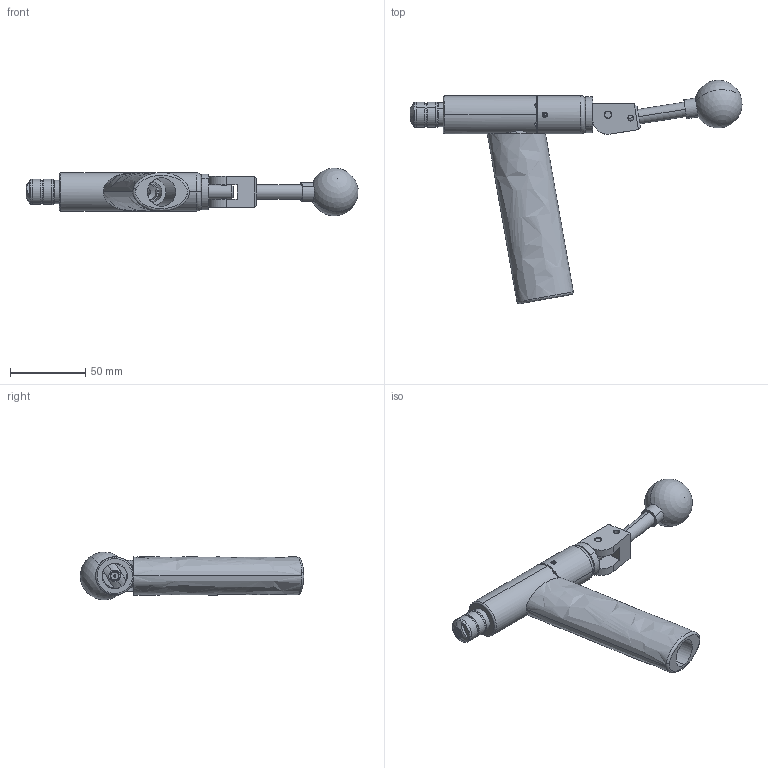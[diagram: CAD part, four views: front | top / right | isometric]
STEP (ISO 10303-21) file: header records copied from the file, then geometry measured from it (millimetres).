
FILE_DESCRIPTION (( 'STEP AP214' ), '1' );
FILE_NAME ('CTSC-003476.STEP', '2025-05-22T15:46:25', ( '' ), ( '' ), 'SwSTEP 2.0', 'SolidWorks 2023', '' );
FILE_SCHEMA (( 'AUTOMOTIVE_DESIGN' ));
Length unit declared in the file: inch
Products named in the file (1): CTSC-003476
Bounding box: 220.94 x 148.69 x 31.6 mm (x, y, z)
Volume: 152745.6 mm3; surface area: 49973 mm2
Topology: 11 solids, 11 shells, 303 faces, 704 edges, 441 vertices
Faces by surface type: cylinder 126, plane 107, cone 48, torus 13, bspline 7, sphere 2
Entity records: 14416 total; most frequent: CARTESIAN_POINT 3674, DIRECTION 1459, ORIENTED_EDGE 1394, EDGE_CURVE 697, AXIS2_PLACEMENT_3D 598, VERTEX_POINT 438, EDGE_LOOP 347, ADVANCED_FACE 303
